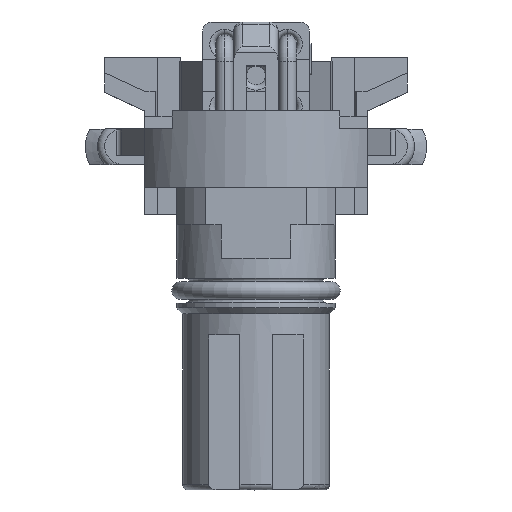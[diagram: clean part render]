
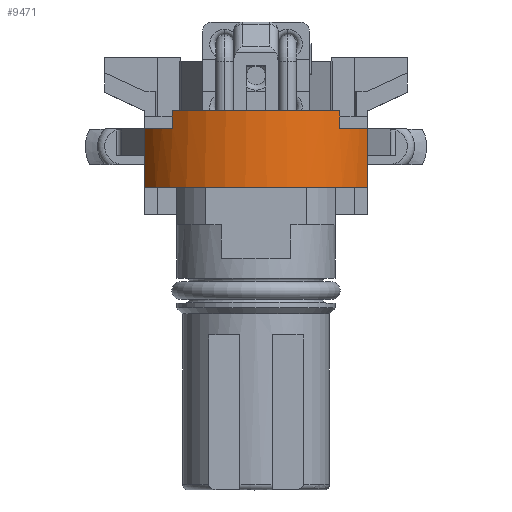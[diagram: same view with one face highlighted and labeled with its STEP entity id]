
A CAD part, top view. The second image highlights one B-rep face of the part: STEP entity #9471.
In plain terms, the highlighted cylindrical face has radius 7 mm (diameter 14 mm), a partial arc.
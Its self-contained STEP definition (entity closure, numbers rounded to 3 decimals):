
#2857 = VERTEX_POINT('',#2858);
#2858 = CARTESIAN_POINT('',(-6.25,6.76,12.052));
#2864 = EDGE_CURVE('',#2865,#2857,#2867,.T.);
#2865 = VERTEX_POINT('',#2866);
#2866 = CARTESIAN_POINT('',(-4.7,6.76,14.087));
#2867 = CIRCLE('',#2868,7.);
#2868 = AXIS2_PLACEMENT_3D('',#2869,#2870,#2871);
#2869 = CARTESIAN_POINT('',(0.,6.76,8.9));
#2870 = DIRECTION('',(0.,-1.,0.));
#2871 = DIRECTION('',(-0.671,0.,0.741)
  );
#2959 = VERTEX_POINT('',#2960);
#2960 = CARTESIAN_POINT('',(4.7,6.76,14.087));
#2966 = EDGE_CURVE('',#2967,#2959,#2969,.T.);
#2967 = VERTEX_POINT('',#2968);
#2968 = CARTESIAN_POINT('',(6.25,6.76,12.052));
#2969 = CIRCLE('',#2970,7.);
#2970 = AXIS2_PLACEMENT_3D('',#2971,#2972,#2973);
#2971 = CARTESIAN_POINT('',(0.,6.76,8.9));
#2972 = DIRECTION('',(0.,-1.,0.));
#2973 = DIRECTION('',(0.893,0.,0.45)
  );
#9444 = EDGE_CURVE('',#9445,#2857,#9447,.T.);
#9445 = VERTEX_POINT('',#9446);
#9446 = CARTESIAN_POINT('',(-6.25,3.46,12.052));
#9447 = LINE('',#9448,#9449);
#9448 = CARTESIAN_POINT('',(-6.25,3.46,12.052));
#9449 = VECTOR('',#9450,1.);
#9450 = DIRECTION('',(0.,1.,-0.));
#9471 = ADVANCED_FACE('',(#9472),#9515,.T.);
#9472 = FACE_BOUND('',#9473,.T.);
#9473 = EDGE_LOOP('',(#9474,#9475,#9484,#9490,#9491,#9499,#9508,#9514));
#9474 = ORIENTED_EDGE('',*,*,#9444,.F.);
#9475 = ORIENTED_EDGE('',*,*,#9476,.F.);
#9476 = EDGE_CURVE('',#9477,#9445,#9479,.T.);
#9477 = VERTEX_POINT('',#9478);
#9478 = CARTESIAN_POINT('',(6.25,3.46,12.052));
#9479 = CIRCLE('',#9480,7.);
#9480 = AXIS2_PLACEMENT_3D('',#9481,#9482,#9483);
#9481 = CARTESIAN_POINT('',(0.,3.46,8.9));
#9482 = DIRECTION('',(0.,-1.,0.));
#9483 = DIRECTION('',(0.893,0.,0.45)
  );
#9484 = ORIENTED_EDGE('',*,*,#9485,.F.);
#9485 = EDGE_CURVE('',#2967,#9477,#9486,.T.);
#9486 = LINE('',#9487,#9488);
#9487 = CARTESIAN_POINT('',(6.25,6.76,12.052));
#9488 = VECTOR('',#9489,1.);
#9489 = DIRECTION('',(0.,-1.,0.));
#9490 = ORIENTED_EDGE('',*,*,#2966,.T.);
#9491 = ORIENTED_EDGE('',*,*,#9492,.T.);
#9492 = EDGE_CURVE('',#2959,#9493,#9495,.T.);
#9493 = VERTEX_POINT('',#9494);
#9494 = CARTESIAN_POINT('',(4.7,7.76,14.087));
#9495 = LINE('',#9496,#9497);
#9496 = CARTESIAN_POINT('',(4.7,6.76,14.087));
#9497 = VECTOR('',#9498,1.);
#9498 = DIRECTION('',(0.,1.,-0.));
#9499 = ORIENTED_EDGE('',*,*,#9500,.F.);
#9500 = EDGE_CURVE('',#9501,#9493,#9503,.T.);
#9501 = VERTEX_POINT('',#9502);
#9502 = CARTESIAN_POINT('',(-4.7,7.76,14.087));
#9503 = CIRCLE('',#9504,7.);
#9504 = AXIS2_PLACEMENT_3D('',#9505,#9506,#9507);
#9505 = CARTESIAN_POINT('',(0.,7.76,8.9));
#9506 = DIRECTION('',(0.,1.,0.));
#9507 = DIRECTION('',(-0.671,0.,0.741)
  );
#9508 = ORIENTED_EDGE('',*,*,#9509,.F.);
#9509 = EDGE_CURVE('',#2865,#9501,#9510,.T.);
#9510 = LINE('',#9511,#9512);
#9511 = CARTESIAN_POINT('',(-4.7,6.76,14.087));
#9512 = VECTOR('',#9513,1.);
#9513 = DIRECTION('',(0.,1.,-0.));
#9514 = ORIENTED_EDGE('',*,*,#2864,.T.);
#9515 = CYLINDRICAL_SURFACE('',#9516,7.);
#9516 = AXIS2_PLACEMENT_3D('',#9517,#9518,#9519);
#9517 = CARTESIAN_POINT('',(0.,3.46,8.9));
#9518 = DIRECTION('',(0.,-1.,0.));
#9519 = DIRECTION('',(1.,0.,0.));
